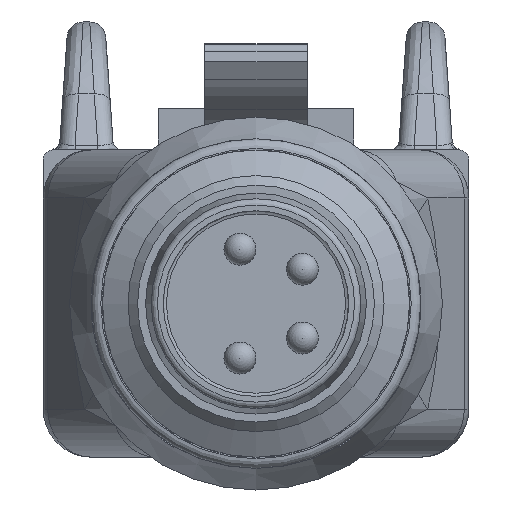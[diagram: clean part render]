
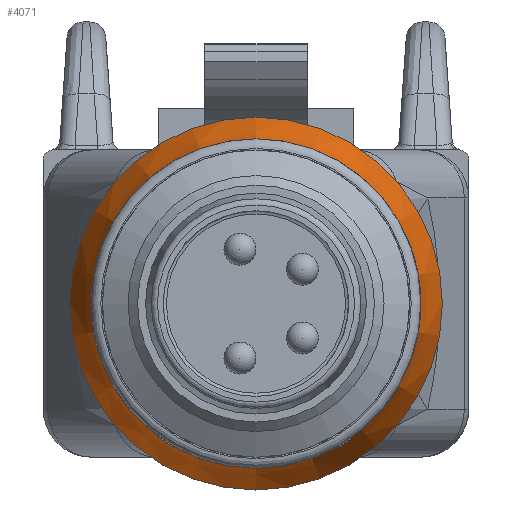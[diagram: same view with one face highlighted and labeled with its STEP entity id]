
A CAD part, front view. The second image highlights one B-rep face of the part: STEP entity #4071.
In plain terms, the highlighted conical face has half-angle 19.608 degrees and reference radius 4.4 mm.
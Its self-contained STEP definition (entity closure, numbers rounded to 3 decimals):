
#40=CONICAL_SURFACE('',#14747,4.4,19.608);
#4071=ADVANCED_FACE('',(#5093,#5094),#40,.T.);
#5093=FACE_BOUND('',#5328,.T.);
#5094=FACE_BOUND('',#5329,.T.);
#5328=EDGE_LOOP('',(#6841));
#5329=EDGE_LOOP('',(#6842));
#6841=ORIENTED_EDGE('',*,*,#12107,.T.);
#6842=ORIENTED_EDGE('',*,*,#12108,.F.);
#10629=VERTEX_POINT('',#21689);
#10630=VERTEX_POINT('',#21692);
#12107=EDGE_CURVE('',#10629,#10629,#13889,.T.);
#12108=EDGE_CURVE('',#10630,#10630,#13890,.T.);
#13889=CIRCLE('',#14744,5.825);
#13890=CIRCLE('',#14746,4.4);
#14744=AXIS2_PLACEMENT_3D('',#21688,#16832,#16833);
#14746=AXIS2_PLACEMENT_3D('',#21691,#16836,#16837);
#14747=AXIS2_PLACEMENT_3D('',#21693,#16838,#16839);
#16832=DIRECTION('',(0.,-1.,0.));
#16833=DIRECTION('',(0.,0.,1.));
#16836=DIRECTION('',(0.,-1.,0.));
#16837=DIRECTION('',(0.,0.,1.));
#16838=DIRECTION('',(0.,1.,0.));
#16839=DIRECTION('',(0.,0.,-1.));
#21688=CARTESIAN_POINT('',(0.,88.88,-10.18));
#21689=CARTESIAN_POINT('',(0.,88.88,-4.355));
#21691=CARTESIAN_POINT('',(0.,84.88,-10.18));
#21692=CARTESIAN_POINT('',(0.,84.88,-5.78));
#21693=CARTESIAN_POINT('',(0.,84.88,-10.18));
